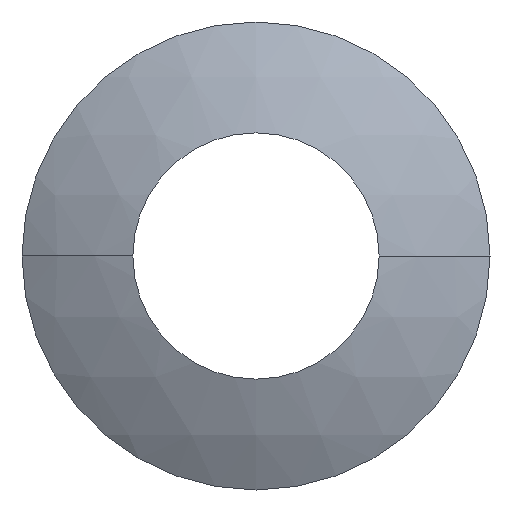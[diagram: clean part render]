
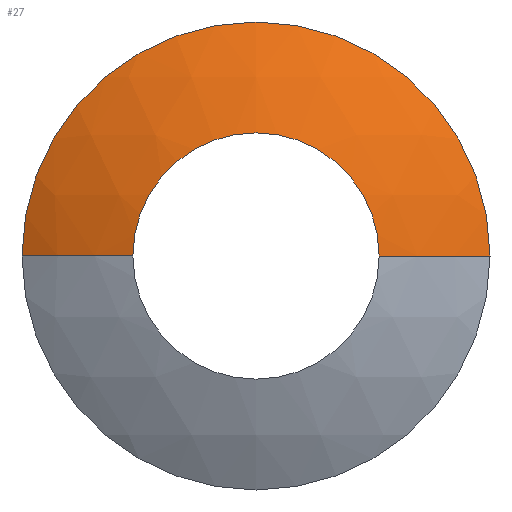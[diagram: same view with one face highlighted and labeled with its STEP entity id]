
A CAD part, front view. The second image highlights one B-rep face of the part: STEP entity #27.
In plain terms, the highlighted spherical face has radius 19 mm.
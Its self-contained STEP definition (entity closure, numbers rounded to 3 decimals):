
#2 = AXIS2_PLACEMENT_3D ( 'NONE', #118, #114, #201 ) ;
#8 = AXIS2_PLACEMENT_3D ( 'NONE', #142, #140, #141 ) ;
#11 = AXIS2_PLACEMENT_3D ( 'NONE', #143, #138, #137 ) ;
#14 = AXIS2_PLACEMENT_3D ( 'NONE', #132, #131, #133 ) ;
#23 = AXIS2_PLACEMENT_3D ( 'NONE', #139, #130, #128 ) ;
#27 = ADVANCED_FACE ( 'NONE', ( #88 ), #86, .T. ) ;
#36 = EDGE_CURVE ( 'NONE', #113, #160, #57, .T. ) ;
#37 = EDGE_CURVE ( 'NONE', #180, #192, #58, .T. ) ;
#39 = EDGE_CURVE ( 'NONE', #160, #180, #60, .T. ) ;
#40 = EDGE_CURVE ( 'NONE', #176, #188, #61, .T. ) ;
#45 = EDGE_CURVE ( 'NONE', #113, #176, #62, .T. ) ;
#51 = EDGE_CURVE ( 'NONE', #188, #192, #53, .T. ) ;
#53 = CIRCLE ( 'NONE', #285, 19. ) ;
#57 = CIRCLE ( 'NONE', #8, 19. ) ;
#58 = CIRCLE ( 'NONE', #11, 5. ) ;
#60 = CIRCLE ( 'NONE', #14, 5. ) ;
#61 = CIRCLE ( 'NONE', #23, 9.5 ) ;
#62 = CIRCLE ( 'NONE', #2, 9.5 ) ;
#86 = SPHERICAL_SURFACE ( 'NONE', #87, 19. ) ;
#87 = AXIS2_PLACEMENT_3D ( 'NONE', #152, #151, #150 ) ;
#88 = FACE_OUTER_BOUND ( 'NONE', #199, .T. ) ;
#99 = ORIENTED_EDGE ( 'NONE', *, *, #36, .F. ) ;
#100 = ORIENTED_EDGE ( 'NONE', *, *, #40, .T. ) ;
#102 = ORIENTED_EDGE ( 'NONE', *, *, #45, .T. ) ;
#103 = ORIENTED_EDGE ( 'NONE', *, *, #37, .F. ) ;
#104 = ORIENTED_EDGE ( 'NONE', *, *, #39, .F. ) ;
#105 = ORIENTED_EDGE ( 'NONE', *, *, #51, .T. ) ;
#113 = VERTEX_POINT ( 'NONE', #230 ) ;
#114 = DIRECTION ( 'NONE',  ( 0., -1., 0. ) ) ;
#118 = CARTESIAN_POINT ( 'NONE',  ( 0., 2.376, 0. ) ) ;
#128 = DIRECTION ( 'NONE',  ( 0., 0., -1. ) ) ;
#130 = DIRECTION ( 'NONE',  ( 0., -1., 0. ) ) ;
#131 = DIRECTION ( 'NONE',  ( 0., -1., 0. ) ) ;
#132 = CARTESIAN_POINT ( 'NONE',  ( 0., 0.5, 0. ) ) ;
#133 = DIRECTION ( 'NONE',  ( 0., 0., -1. ) ) ;
#137 = DIRECTION ( 'NONE',  ( 0., 0., -1. ) ) ;
#138 = DIRECTION ( 'NONE',  ( 0., -1., 0. ) ) ;
#139 = CARTESIAN_POINT ( 'NONE',  ( 0., 2.376, 0. ) ) ;
#140 = DIRECTION ( 'NONE',  ( 0., 0., -1. ) ) ;
#141 = DIRECTION ( 'NONE',  ( -1., 0., 0. ) ) ;
#142 = CARTESIAN_POINT ( 'NONE',  ( 0., 18.83, 0. ) ) ;
#143 = CARTESIAN_POINT ( 'NONE',  ( 0., 0.5, 0. ) ) ;
#150 = DIRECTION ( 'NONE',  ( 1., 0., 0. ) ) ;
#151 = DIRECTION ( 'NONE',  ( 0., 0., 1. ) ) ;
#152 = CARTESIAN_POINT ( 'NONE',  ( 0., 18.83, 0. ) ) ;
#160 = VERTEX_POINT ( 'NONE', #231 ) ;
#176 = VERTEX_POINT ( 'NONE', #235 ) ;
#180 = VERTEX_POINT ( 'NONE', #236 ) ;
#188 = VERTEX_POINT ( 'NONE', #239 ) ;
#192 = VERTEX_POINT ( 'NONE', #240 ) ;
#199 = EDGE_LOOP ( 'NONE', ( #100, #105, #103, #104, #99, #102 ) ) ;
#201 = DIRECTION ( 'NONE',  ( 0., 0., -1. ) ) ;
#208 = CARTESIAN_POINT ( 'NONE',  ( 0., 18.83, 0. ) ) ;
#212 = DIRECTION ( 'NONE',  ( 0., 0., 1. ) ) ;
#213 = DIRECTION ( 'NONE',  ( 1., 0., 0. ) ) ;
#230 = CARTESIAN_POINT ( 'NONE',  ( 9.5, 2.376, 0. ) ) ;
#231 = CARTESIAN_POINT ( 'NONE',  ( 5., 0.5, 0. ) ) ;
#235 = CARTESIAN_POINT ( 'NONE',  ( 0., 2.376, 9.5 ) ) ;
#236 = CARTESIAN_POINT ( 'NONE',  ( 0., 0.5, 5. ) ) ;
#239 = CARTESIAN_POINT ( 'NONE',  ( -9.5, 2.376, 0. ) ) ;
#240 = CARTESIAN_POINT ( 'NONE',  ( -5., 0.5, 0. ) ) ;
#285 = AXIS2_PLACEMENT_3D ( 'NONE', #208, #212, #213 ) ;
